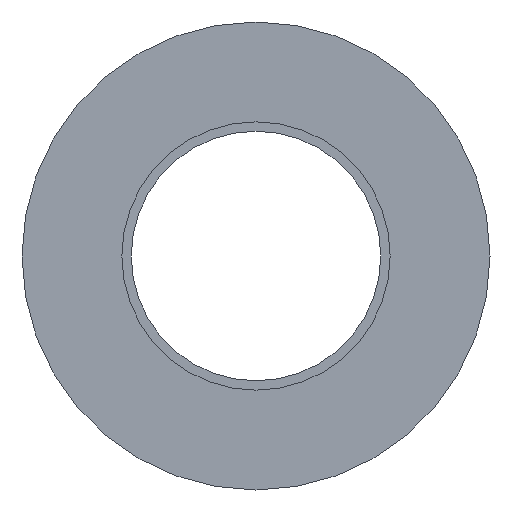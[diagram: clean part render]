
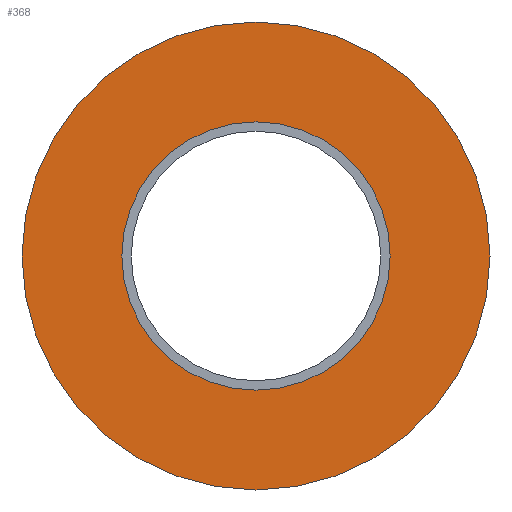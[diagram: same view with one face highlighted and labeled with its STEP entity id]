
A CAD part, left-side view. The second image highlights one B-rep face of the part: STEP entity #368.
In plain terms, the highlighted planar face has unit normal (-1, 0, 0).
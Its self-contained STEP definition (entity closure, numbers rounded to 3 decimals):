
#368=ADVANCED_FACE('',(#2673,#2674),#2672,.T.);
#2672=PLANE('',#7180);
#2673=FACE_OUTER_BOUND('',#7181,.T.);
#2674=FACE_BOUND('',#7182,.T.);
#7177=CARTESIAN_POINT('',(-45.,-31.177,-34.5));
#7178=DIRECTION('',(-1.,0.,0.));
#7179=DIRECTION('',(0.,0.,1.));
#7180=AXIS2_PLACEMENT_3D('',#7177,#7178,#7179);
#7181=EDGE_LOOP('',(#8355,#8356));
#7182=EDGE_LOOP('',(#8357,#8358));
#8355=ORIENTED_EDGE('',*,*,#8955,.T.);
#8356=ORIENTED_EDGE('',*,*,#8956,.T.);
#8357=ORIENTED_EDGE('',*,*,#8957,.F.);
#8358=ORIENTED_EDGE('',*,*,#8958,.F.);
#8955=EDGE_CURVE('',#11991,#11992,#11993,.T.);
#8956=EDGE_CURVE('',#11992,#11991,#11999,.T.);
#8957=EDGE_CURVE('',#12005,#12006,#12007,.T.);
#8958=EDGE_CURVE('',#12006,#12005,#12013,.T.);
#11991=VERTEX_POINT('',#14669);
#11992=VERTEX_POINT('',#14670);
#11993=CIRCLE('',#14674,15.);
#11999=CIRCLE('',#14678,15.);
#12005=VERTEX_POINT('',#14679);
#12006=VERTEX_POINT('',#14680);
#12007=CIRCLE('',#14684,8.6);
#12013=CIRCLE('',#14688,8.6);
#14669=CARTESIAN_POINT('',(-45.,0.,15.));
#14670=CARTESIAN_POINT('',(-45.,0.,-15.));
#14671=CARTESIAN_POINT('',(-45.,0.,0.));
#14672=DIRECTION('',(-1.,0.,0.));
#14673=DIRECTION('',(0.,0.,1.));
#14674=AXIS2_PLACEMENT_3D('',#14671,#14672,#14673);
#14675=CARTESIAN_POINT('',(-45.,0.,0.));
#14676=DIRECTION('',(-1.,0.,0.));
#14677=DIRECTION('',(0.,0.,1.));
#14678=AXIS2_PLACEMENT_3D('',#14675,#14676,#14677);
#14679=CARTESIAN_POINT('',(-45.,0.,-8.6));
#14680=CARTESIAN_POINT('',(-45.,0.,8.6));
#14681=CARTESIAN_POINT('',(-45.,0.,0.));
#14682=DIRECTION('',(-1.,0.,0.));
#14683=DIRECTION('',(0.,0.,1.));
#14684=AXIS2_PLACEMENT_3D('',#14681,#14682,#14683);
#14685=CARTESIAN_POINT('',(-45.,0.,0.));
#14686=DIRECTION('',(-1.,0.,0.));
#14687=DIRECTION('',(0.,0.,1.));
#14688=AXIS2_PLACEMENT_3D('',#14685,#14686,#14687);
